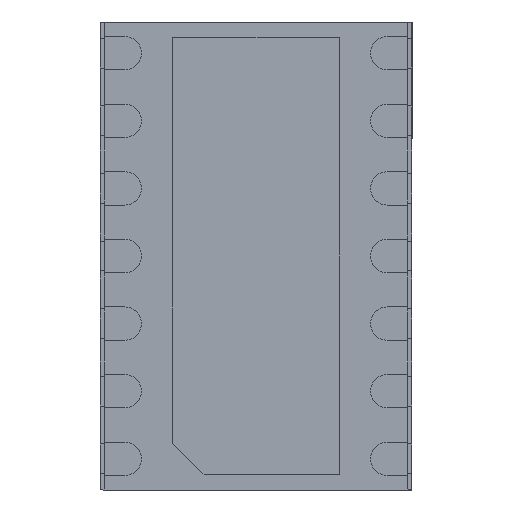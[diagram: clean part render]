
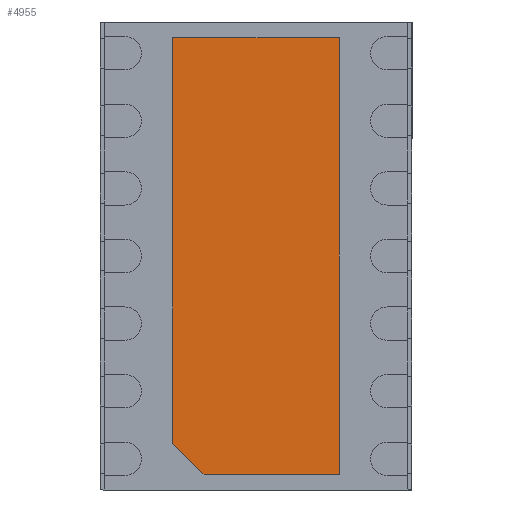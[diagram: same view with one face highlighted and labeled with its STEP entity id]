
A CAD part, front view. The second image highlights one B-rep face of the part: STEP entity #4955.
In plain terms, the highlighted planar face has unit normal (0, -1, 0).
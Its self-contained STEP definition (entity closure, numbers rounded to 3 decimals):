
#153 = DIRECTION ( 'NONE',  ( 0., 0., -1. ) ) ;
#173 = LINE ( 'NONE', #1465, #2530 ) ;
#246 = EDGE_CURVE ( 'NONE', #3830, #685, #1323, .T. ) ;
#483 = EDGE_CURVE ( 'NONE', #857, #3830, #6268, .T. ) ;
#631 = CARTESIAN_POINT ( 'NONE',  ( 0.8, 0., 2.1 ) ) ;
#640 = PLANE ( 'NONE',  #6598 ) ;
#677 = ORIENTED_EDGE ( 'NONE', *, *, #5663, .T. ) ;
#685 = VERTEX_POINT ( 'NONE', #3715 ) ;
#739 = ORIENTED_EDGE ( 'NONE', *, *, #6261, .T. ) ;
#741 = CARTESIAN_POINT ( 'NONE',  ( 0., 0., 0. ) ) ;
#857 = VERTEX_POINT ( 'NONE', #2906 ) ;
#1138 = DIRECTION ( 'NONE',  ( 0., -1., 0. ) ) ;
#1152 = VECTOR ( 'NONE', #3053, 1000. ) ;
#1323 = LINE ( 'NONE', #1550, #1435 ) ;
#1332 = CARTESIAN_POINT ( 'NONE',  ( -0.8, 0., -1.8 ) ) ;
#1369 = CARTESIAN_POINT ( 'NONE',  ( -1.3, 0., -1.3 ) ) ;
#1370 = ORIENTED_EDGE ( 'NONE', *, *, #246, .T. ) ;
#1435 = VECTOR ( 'NONE', #4666, 1000. ) ;
#1459 = VECTOR ( 'NONE', #4510, 1000. ) ;
#1465 = CARTESIAN_POINT ( 'NONE',  ( 0.8, 0., -2.1 ) ) ;
#1550 = CARTESIAN_POINT ( 'NONE',  ( 0.8, 0., 2.1 ) ) ;
#1630 = VECTOR ( 'NONE', #6015, 1000. ) ;
#2103 = DIRECTION ( 'NONE',  ( 1., 0., 0. ) ) ;
#2530 = VECTOR ( 'NONE', #2103, 1000. ) ;
#2606 = EDGE_LOOP ( 'NONE', ( #3677, #739, #677, #4146, #1370 ) ) ;
#2885 = CARTESIAN_POINT ( 'NONE',  ( -0.5, 0., -2.1 ) ) ;
#2906 = CARTESIAN_POINT ( 'NONE',  ( 0.8, 0., -2.1 ) ) ;
#3053 = DIRECTION ( 'NONE',  ( 0.707, 0., -0.707 ) ) ;
#3298 = LINE ( 'NONE', #1369, #1152 ) ;
#3597 = CARTESIAN_POINT ( 'NONE',  ( 0.8, 0., 2.1 ) ) ;
#3677 = ORIENTED_EDGE ( 'NONE', *, *, #4557, .T. ) ;
#3715 = CARTESIAN_POINT ( 'NONE',  ( -0.8, 0., 2.1 ) ) ;
#3794 = LINE ( 'NONE', #5403, #1459 ) ;
#3830 = VERTEX_POINT ( 'NONE', #3597 ) ;
#4146 = ORIENTED_EDGE ( 'NONE', *, *, #483, .T. ) ;
#4510 = DIRECTION ( 'NONE',  ( 0., 0., -1. ) ) ;
#4557 = EDGE_CURVE ( 'NONE', #685, #4886, #3794, .T. ) ;
#4666 = DIRECTION ( 'NONE',  ( -1., 0., 0. ) ) ;
#4886 = VERTEX_POINT ( 'NONE', #1332 ) ;
#4955 = ADVANCED_FACE ( 'NONE', ( #6640 ), #640, .T. ) ;
#5403 = CARTESIAN_POINT ( 'NONE',  ( -0.8, 0., 2.1 ) ) ;
#5663 = EDGE_CURVE ( 'NONE', #6501, #857, #173, .T. ) ;
#6015 = DIRECTION ( 'NONE',  ( 0., 0., 1. ) ) ;
#6261 = EDGE_CURVE ( 'NONE', #4886, #6501, #3298, .T. ) ;
#6268 = LINE ( 'NONE', #631, #1630 ) ;
#6501 = VERTEX_POINT ( 'NONE', #2885 ) ;
#6598 = AXIS2_PLACEMENT_3D ( 'NONE', #741, #1138, #153 ) ;
#6640 = FACE_OUTER_BOUND ( 'NONE', #2606, .T. ) ;
